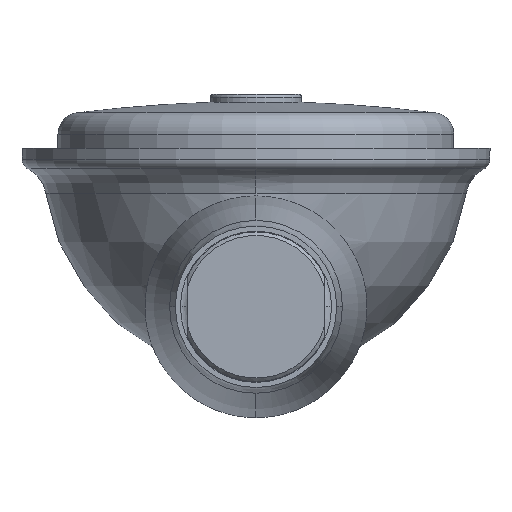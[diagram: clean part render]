
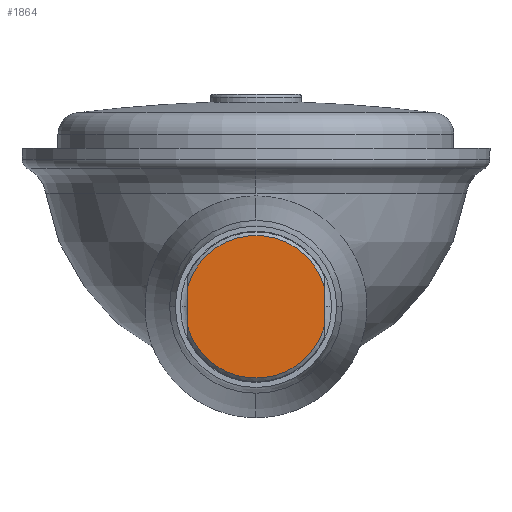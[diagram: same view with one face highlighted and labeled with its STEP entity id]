
A CAD part, front view. The second image highlights one B-rep face of the part: STEP entity #1864.
In plain terms, the highlighted planar face has unit normal (0, -1, 0).
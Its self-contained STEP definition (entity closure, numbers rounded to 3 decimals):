
#51 = VERTEX_POINT ( 'NONE', #1981 ) ;
#57 = DIRECTION ( 'NONE',  ( 0., -1., 0. ) ) ;
#67 = EDGE_CURVE ( 'NONE', #1600, #389, #2282, .T. ) ;
#94 = DIRECTION ( 'NONE',  ( 0., 0., 1. ) ) ;
#106 = DIRECTION ( 'NONE',  ( -1., 0., 0. ) ) ;
#130 = CARTESIAN_POINT ( 'NONE',  ( 9.5, 0., 2.786 ) ) ;
#139 = CARTESIAN_POINT ( 'NONE',  ( 9.5, 0., -5.031 ) ) ;
#182 = AXIS2_PLACEMENT_3D ( 'NONE', #1771, #57, #2007 ) ;
#253 = DIRECTION ( 'NONE',  ( 0., -1., 0. ) ) ;
#323 = CARTESIAN_POINT ( 'NONE',  ( -9.5, 0., 2.786 ) ) ;
#389 = VERTEX_POINT ( 'NONE', #323 ) ;
#434 = ORIENTED_EDGE ( 'NONE', *, *, #67, .T. ) ;
#613 = FACE_OUTER_BOUND ( 'NONE', #770, .T. ) ;
#638 = EDGE_CURVE ( 'NONE', #669, #389, #1239, .T. ) ;
#669 = VERTEX_POINT ( 'NONE', #773 ) ;
#714 = EDGE_CURVE ( 'NONE', #669, #51, #1281, .T. ) ;
#770 = EDGE_LOOP ( 'NONE', ( #778, #434, #941, #1274 ) ) ;
#773 = CARTESIAN_POINT ( 'NONE',  ( -9.5, 0., -2.786 ) ) ;
#778 = ORIENTED_EDGE ( 'NONE', *, *, #1927, .T. ) ;
#941 = ORIENTED_EDGE ( 'NONE', *, *, #638, .F. ) ;
#989 = CARTESIAN_POINT ( 'NONE',  ( 0., 0., 0. ) ) ;
#1066 = CARTESIAN_POINT ( 'NONE',  ( -9.5, 0., -5.031 ) ) ;
#1149 = AXIS2_PLACEMENT_3D ( 'NONE', #989, #1702, #106 ) ;
#1196 = LINE ( 'NONE', #139, #1891 ) ;
#1239 = LINE ( 'NONE', #1066, #2203 ) ;
#1274 = ORIENTED_EDGE ( 'NONE', *, *, #714, .T. ) ;
#1281 = CIRCLE ( 'NONE', #1570, 9.9 ) ;
#1570 = AXIS2_PLACEMENT_3D ( 'NONE', #2174, #253, #1828 ) ;
#1600 = VERTEX_POINT ( 'NONE', #130 ) ;
#1702 = DIRECTION ( 'NONE',  ( 0., -1., 0. ) ) ;
#1771 = CARTESIAN_POINT ( 'NONE',  ( 0., 0., 0. ) ) ;
#1828 = DIRECTION ( 'NONE',  ( 1., 0., 0. ) ) ;
#1860 = PLANE ( 'NONE',  #1149 ) ;
#1864 = ADVANCED_FACE ( 'NONE', ( #613 ), #1860, .T. ) ;
#1891 = VECTOR ( 'NONE', #1926, 1000. ) ;
#1926 = DIRECTION ( 'NONE',  ( 0., 0., 1. ) ) ;
#1927 = EDGE_CURVE ( 'NONE', #51, #1600, #1196, .T. ) ;
#1981 = CARTESIAN_POINT ( 'NONE',  ( 9.5, 0., -2.786 ) ) ;
#2007 = DIRECTION ( 'NONE',  ( 1., 0., 0. ) ) ;
#2174 = CARTESIAN_POINT ( 'NONE',  ( 0., 0., 0. ) ) ;
#2203 = VECTOR ( 'NONE', #94, 1000. ) ;
#2282 = CIRCLE ( 'NONE', #182, 9.9 ) ;
